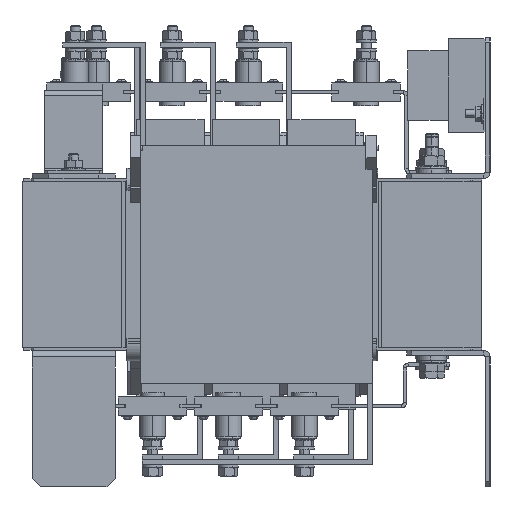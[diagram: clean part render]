
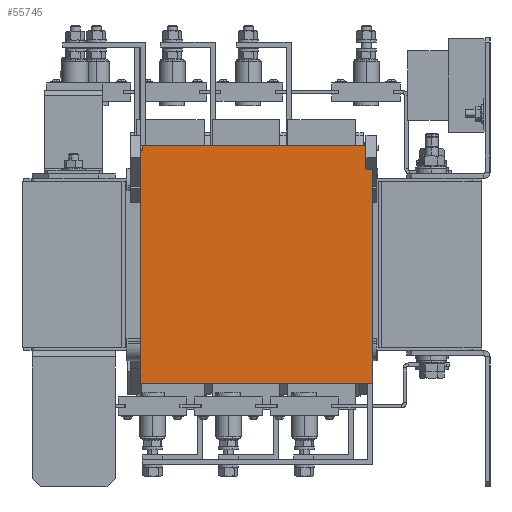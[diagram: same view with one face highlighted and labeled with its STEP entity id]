
A CAD part, left-side view. The second image highlights one B-rep face of the part: STEP entity #55745.
In plain terms, the highlighted planar face has unit normal (-1, 0, 0).
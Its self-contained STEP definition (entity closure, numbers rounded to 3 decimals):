
#596 = CARTESIAN_POINT ( 'NONE',  ( -195., 174.674, 57.113 ) ) ;
#1246 = EDGE_LOOP ( 'NONE', ( #81077, #44138, #86421, #64370, #30960, #64280, #78769, #45152, #65907, #70880 ) ) ;
#1655 = CARTESIAN_POINT ( 'NONE',  ( -195., 174.6, 68.343 ) ) ;
#4062 = VECTOR ( 'NONE', #36828, 1000. ) ;
#4207 = LINE ( 'NONE', #66843, #17985 ) ;
#4399 = CARTESIAN_POINT ( 'NONE',  ( -195., 174.674, 71.189 ) ) ;
#5084 = DIRECTION ( 'NONE',  ( 0., 0., 1. ) ) ;
#9164 = CARTESIAN_POINT ( 'NONE',  ( -195., 33., 57.113 ) ) ;
#11855 = EDGE_CURVE ( 'Defeature ausgef�hrt1_34+Defeature ausgef�hrt1_2313+Defeature ausgef�hrt1_68+Defeature ausgef�hrt1_2311', #46440, #53478, #82008, .T. ) ;
#12874 = VERTEX_POINT ( 'NONE', #55220 ) ;
#16752 = VERTEX_POINT ( 'NONE', #51475 ) ;
#17965 = DIRECTION ( 'NONE',  ( 0., 1., 0. ) ) ;
#17985 = VECTOR ( 'NONE', #60366, 1000. ) ;
#18000 = DIRECTION ( 'NONE',  ( 0., -1., 0. ) ) ;
#19452 = DIRECTION ( 'NONE',  ( 0., 0., 1. ) ) ;
#19994 = DIRECTION ( 'NONE',  ( 0., -1., 0. ) ) ;
#20208 = VERTEX_POINT ( 'NONE', #35893 ) ;
#22495 = VERTEX_POINT ( 'NONE', #56942 ) ;
#22563 = DIRECTION ( 'NONE',  ( 0., 1., 0. ) ) ;
#22709 = EDGE_CURVE ( 'Defeature ausgef�hrt1_41+Defeature ausgef�hrt1_2313+Defeature ausgef�hrt1_2304+Defeature ausgef�hrt1_66', #62737, #35419, #67274, .T. ) ;
#23767 = VERTEX_POINT ( 'NONE', #65548 ) ;
#28108 = VECTOR ( 'NONE', #18000, 1000. ) ;
#28806 = FACE_OUTER_BOUND ( 'NONE', #1246, .T. ) ;
#30534 = EDGE_CURVE ( 'Defeature ausgef�hrt1_2304+Defeature ausgef�hrt1_2313+Defeature ausgef�hrt1_2308+Defeature ausgef�hrt1_41', #20208, #62737, #75263, .T. ) ;
#30956 = EDGE_CURVE ( 'Defeature ausgef�hrt1_2311+Defeature ausgef�hrt1_2313+Defeature ausgef�hrt1_34+Defeature ausgef�hrt1_2308', #53478, #12874, #42314, .T. ) ;
#30960 = ORIENTED_EDGE ( 'NONE', *, *, #30534, .F. ) ;
#31045 = CARTESIAN_POINT ( 'NONE',  ( -195., 35.418, -71.189 ) ) ;
#31091 = CARTESIAN_POINT ( 'NONE',  ( -195., 174.6, 57.113 ) ) ;
#32456 = PLANE ( 'NONE',  #58116 ) ;
#32781 = CARTESIAN_POINT ( 'NONE',  ( -195., 173.7, 69.831 ) ) ;
#33727 = VECTOR ( 'NONE', #5084, 1000. ) ;
#35419 = VERTEX_POINT ( 'NONE', #70934 ) ;
#35855 = DIRECTION ( 'NONE',  ( 0., -1., 0. ) ) ;
#35893 = CARTESIAN_POINT ( 'NONE',  ( -195., 174.674, -71.189 ) ) ;
#36828 = DIRECTION ( 'NONE',  ( 0., 0., -1. ) ) ;
#41428 = LINE ( 'NONE', #49894, #73198 ) ;
#42314 = LINE ( 'NONE', #78368, #4062 ) ;
#44138 = ORIENTED_EDGE ( 'NONE', *, *, #56543, .T. ) ;
#45152 = ORIENTED_EDGE ( 'NONE', *, *, #11855, .F. ) ;
#45862 = DIRECTION ( 'NONE',  ( 1., 0., 0. ) ) ;
#45907 = VECTOR ( 'NONE', #35855, 1000. ) ;
#46440 = VERTEX_POINT ( 'NONE', #86604 ) ;
#46790 = EDGE_CURVE ( 'Defeature ausgef�hrt1_2313+Defeature ausgef�hrt1_68+Defeature ausgef�hrt1_34+Defeature ausgef�hrt1_2310', #46440, #23767, #47598, .T. ) ;
#47300 = DIRECTION ( 'NONE',  ( 0., 0., 1. ) ) ;
#47598 = LINE ( 'NONE', #77251, #33727 ) ;
#47742 = EDGE_CURVE ( 'Defeature ausgef�hrt1_2308+Defeature ausgef�hrt1_2313+Defeature ausgef�hrt1_2311+Defeature ausgef�hrt1_2304', #12874, #20208, #84549, .T. ) ;
#49894 = CARTESIAN_POINT ( 'NONE',  ( -195., 173.7, 68.343 ) ) ;
#50593 = VECTOR ( 'NONE', #17965, 1000. ) ;
#51475 = CARTESIAN_POINT ( 'NONE',  ( -195., 173.7, 71.189 ) ) ;
#52528 = EDGE_CURVE ( 'Defeature ausgef�hrt1_66+Defeature ausgef�hrt1_2313+Defeature ausgef�hrt1_41+Defeature ausgef�hrt1_48', #35419, #73732, #4207, .T. ) ;
#53478 = VERTEX_POINT ( 'NONE', #62397 ) ;
#55220 = CARTESIAN_POINT ( 'NONE',  ( -195., 35.418, -71.189 ) ) ;
#55745 = ADVANCED_FACE ( 'Defeature ausgef�hrt1_2313', ( #28806 ), #32456, .F. ) ;
#56543 = EDGE_CURVE ( 'Defeature ausgef�hrt1_2313+Defeature ausgef�hrt1_48+Defeature ausgef�hrt1_49+Defeature ausgef�hrt1_66', #22495, #73732, #41428, .T. ) ;
#56942 = CARTESIAN_POINT ( 'NONE',  ( -195., 173.7, 68.343 ) ) ;
#57183 = EDGE_CURVE ( 'Defeature ausgef�hrt1_49+Defeature ausgef�hrt1_2313+Defeature ausgef�hrt1_48+Defeature ausgef�hrt1_2310', #22495, #16752, #84860, .T. ) ;
#58116 = AXIS2_PLACEMENT_3D ( 'NONE', #66538, #45862, #19994 ) ;
#60366 = DIRECTION ( 'NONE',  ( 0., 0., 1. ) ) ;
#62397 = CARTESIAN_POINT ( 'NONE',  ( -195., 35.418, 57.113 ) ) ;
#62737 = VERTEX_POINT ( 'NONE', #596 ) ;
#63064 = EDGE_CURVE ( 'Defeature ausgef�hrt1_2310+Defeature ausgef�hrt1_2313+Defeature ausgef�hrt1_49+Defeature ausgef�hrt1_68', #16752, #23767, #75344, .T. ) ;
#64280 = ORIENTED_EDGE ( 'NONE', *, *, #47742, .F. ) ;
#64370 = ORIENTED_EDGE ( 'NONE', *, *, #22709, .F. ) ;
#65548 = CARTESIAN_POINT ( 'NONE',  ( -195., 39.5, 71.189 ) ) ;
#65907 = ORIENTED_EDGE ( 'NONE', *, *, #46790, .T. ) ;
#66538 = CARTESIAN_POINT ( 'NONE',  ( -195., 113., 0. ) ) ;
#66705 = VECTOR ( 'NONE', #19452, 1000. ) ;
#66733 = VECTOR ( 'NONE', #72292, 1000. ) ;
#66843 = CARTESIAN_POINT ( 'NONE',  ( -195., 174.6, 70.985 ) ) ;
#67274 = LINE ( 'NONE', #31091, #28108 ) ;
#70880 = ORIENTED_EDGE ( 'NONE', *, *, #63064, .F. ) ;
#70934 = CARTESIAN_POINT ( 'NONE',  ( -195., 174.6, 57.113 ) ) ;
#72292 = DIRECTION ( 'NONE',  ( 0., -1., 0. ) ) ;
#73198 = VECTOR ( 'NONE', #22563, 1000. ) ;
#73732 = VERTEX_POINT ( 'NONE', #1655 ) ;
#75263 = LINE ( 'NONE', #79918, #85886 ) ;
#75344 = LINE ( 'NONE', #4399, #66733 ) ;
#77251 = CARTESIAN_POINT ( 'NONE',  ( -195., 39.5, 70.985 ) ) ;
#78368 = CARTESIAN_POINT ( 'NONE',  ( -195., 35.418, -71.189 ) ) ;
#78769 = ORIENTED_EDGE ( 'NONE', *, *, #30956, .F. ) ;
#79918 = CARTESIAN_POINT ( 'NONE',  ( -195., 174.674, -71.189 ) ) ;
#81077 = ORIENTED_EDGE ( 'NONE', *, *, #57183, .F. ) ;
#82008 = LINE ( 'NONE', #9164, #45907 ) ;
#84549 = LINE ( 'NONE', #31045, #50593 ) ;
#84860 = LINE ( 'NONE', #32781, #66705 ) ;
#85886 = VECTOR ( 'NONE', #47300, 1000. ) ;
#86421 = ORIENTED_EDGE ( 'NONE', *, *, #52528, .F. ) ;
#86604 = CARTESIAN_POINT ( 'NONE',  ( -195., 39.5, 57.113 ) ) ;
